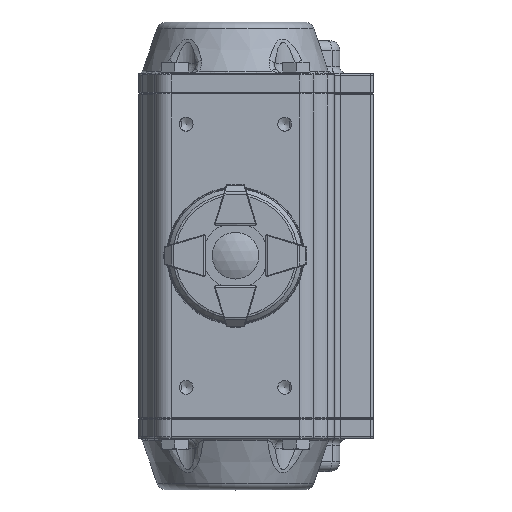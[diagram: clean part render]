
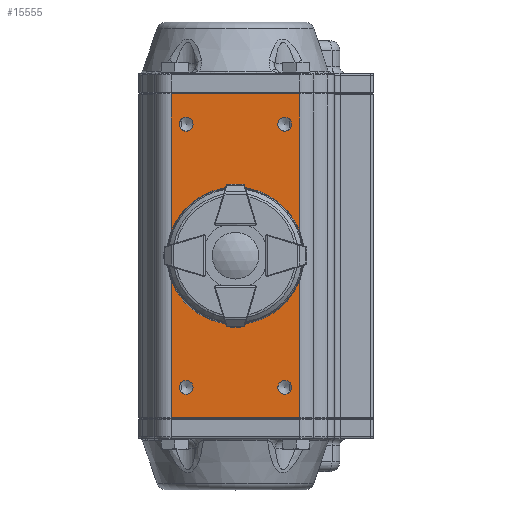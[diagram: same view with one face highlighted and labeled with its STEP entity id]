
A CAD part, top view. The second image highlights one B-rep face of the part: STEP entity #15555.
In plain terms, the highlighted face is planar.
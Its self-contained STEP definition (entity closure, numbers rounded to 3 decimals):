
#665=PLANE('',#16845);
#1341=CIRCLE('',#16599,11.75);
#1384=CIRCLE('',#16656,2.1);
#1386=CIRCLE('',#16660,2.1);
#1388=CIRCLE('',#16664,2.1);
#1390=CIRCLE('',#16668,2.1);
#3341=ORIENTED_EDGE('',*,*,#6975,.F.);
#3342=ORIENTED_EDGE('',*,*,#7045,.T.);
#3343=ORIENTED_EDGE('',*,*,#6977,.T.);
#3344=ORIENTED_EDGE('',*,*,#7046,.T.);
#3345=ORIENTED_EDGE('',*,*,#6771,.F.);
#3346=ORIENTED_EDGE('',*,*,#6759,.F.);
#3347=ORIENTED_EDGE('',*,*,#6763,.F.);
#3348=ORIENTED_EDGE('',*,*,#6767,.F.);
#3349=ORIENTED_EDGE('',*,*,#6679,.F.);
#6679=EDGE_CURVE('',#8728,#8728,#1341,.T.);
#6759=EDGE_CURVE('',#8807,#8807,#1384,.T.);
#6763=EDGE_CURVE('',#8811,#8811,#1386,.T.);
#6767=EDGE_CURVE('',#8815,#8815,#1388,.T.);
#6771=EDGE_CURVE('',#8819,#8819,#1390,.T.);
#6975=EDGE_CURVE('',#8953,#8954,#10111,.T.);
#6977=EDGE_CURVE('',#8955,#8956,#10112,.T.);
#7045=EDGE_CURVE('',#8953,#8955,#10172,.T.);
#7046=EDGE_CURVE('',#8956,#8954,#10173,.T.);
#8728=VERTEX_POINT('',#23585);
#8807=VERTEX_POINT('',#23979);
#8811=VERTEX_POINT('',#23999);
#8815=VERTEX_POINT('',#24019);
#8819=VERTEX_POINT('',#24039);
#8953=VERTEX_POINT('',#24606);
#8954=VERTEX_POINT('',#24608);
#8955=VERTEX_POINT('',#24612);
#8956=VERTEX_POINT('',#24613);
#10111=LINE('',#24607,#11087);
#10112=LINE('',#24611,#11088);
#10172=LINE('',#24749,#11148);
#10173=LINE('',#24750,#11149);
#11087=VECTOR('',#19388,1000.);
#11088=VECTOR('',#19393,1000.);
#11148=VECTOR('',#19521,1000.);
#11149=VECTOR('',#19522,1000.);
#12100=EDGE_LOOP('',(#3341,#3342,#3343,#3344));
#12101=EDGE_LOOP('',(#3345));
#12102=EDGE_LOOP('',(#3346));
#12103=EDGE_LOOP('',(#3347));
#12104=EDGE_LOOP('',(#3348));
#12105=EDGE_LOOP('',(#3349));
#13242=FACE_BOUND('',#12100,.T.);
#13243=FACE_BOUND('',#12101,.T.);
#13244=FACE_BOUND('',#12102,.T.);
#13245=FACE_BOUND('',#12103,.T.);
#13246=FACE_BOUND('',#12104,.T.);
#13247=FACE_BOUND('',#12105,.T.);
#15555=ADVANCED_FACE('',(#13242,#13243,#13244,#13245,#13246,#13247),#665,
 .T.);
#16599=AXIS2_PLACEMENT_3D('',#23584,#18850,#18851);
#16656=AXIS2_PLACEMENT_3D('',#23978,#18987,#18988);
#16660=AXIS2_PLACEMENT_3D('',#23998,#18995,#18996);
#16664=AXIS2_PLACEMENT_3D('',#24018,#19003,#19004);
#16668=AXIS2_PLACEMENT_3D('',#24038,#19011,#19012);
#16845=AXIS2_PLACEMENT_3D('',#24748,#19519,#19520);
#18850=DIRECTION('',(0.,1.,0.));
#18851=DIRECTION('',(0.,0.,1.));
#18987=DIRECTION('',(0.,1.,0.));
#18988=DIRECTION('',(0.,0.,1.));
#18995=DIRECTION('',(0.,1.,0.));
#18996=DIRECTION('',(0.,0.,1.));
#19003=DIRECTION('',(0.,1.,0.));
#19004=DIRECTION('',(0.,0.,1.));
#19011=DIRECTION('',(0.,1.,0.));
#19012=DIRECTION('',(0.,0.,1.));
#19388=DIRECTION('',(0.,0.,-1.));
#19393=DIRECTION('',(0.,0.,-1.));
#19519=DIRECTION('',(0.,1.,0.));
#19520=DIRECTION('',(1.,0.,0.));
#19521=DIRECTION('',(1.,0.,0.));
#19522=DIRECTION('',(-1.,0.,0.));
#23584=CARTESIAN_POINT('',(0.,36.5,0.));
#23585=CARTESIAN_POINT('',(0.,36.5,11.75));
#23978=CARTESIAN_POINT('',(15.,36.5,-40.));
#23979=CARTESIAN_POINT('',(15.,36.5,-37.9));
#23998=CARTESIAN_POINT('',(-15.,36.5,40.));
#23999=CARTESIAN_POINT('',(-15.,36.5,42.1));
#24018=CARTESIAN_POINT('',(15.,36.5,40.));
#24019=CARTESIAN_POINT('',(15.,36.5,42.1));
#24038=CARTESIAN_POINT('',(-15.,36.5,-40.));
#24039=CARTESIAN_POINT('',(-15.,36.5,-37.9));
#24606=CARTESIAN_POINT('',(-19.5,36.5,49.2));
#24607=CARTESIAN_POINT('',(-19.5,36.5,49.5));
#24608=CARTESIAN_POINT('',(-19.5,36.5,-49.2));
#24611=CARTESIAN_POINT('',(19.5,36.5,49.5));
#24612=CARTESIAN_POINT('',(19.5,36.5,49.2));
#24613=CARTESIAN_POINT('',(19.5,36.5,-49.2));
#24748=CARTESIAN_POINT('',(-19.5,36.5,49.5));
#24749=CARTESIAN_POINT('',(-19.5,36.5,49.2));
#24750=CARTESIAN_POINT('',(-19.5,36.5,-49.2));
